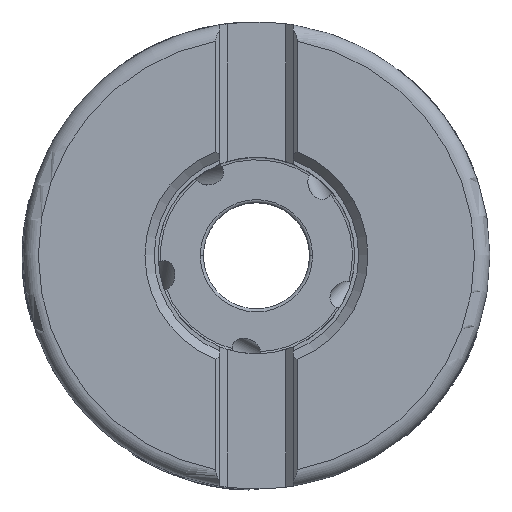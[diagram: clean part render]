
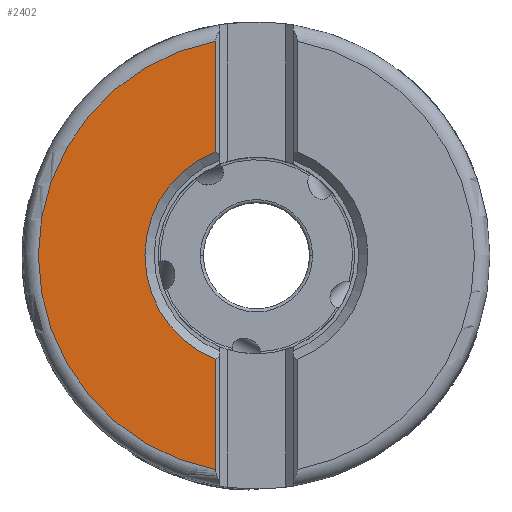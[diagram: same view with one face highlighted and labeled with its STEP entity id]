
A CAD part, top view. The second image highlights one B-rep face of the part: STEP entity #2402.
In plain terms, the highlighted planar face has unit normal (0, 0, 1).
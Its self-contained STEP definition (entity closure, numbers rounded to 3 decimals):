
#782=PLANE('',#13437);
#1232=LINE('',#30464,#1797);
#1233=LINE('',#30563,#1798);
#1797=VECTOR('',#15851,1.);
#1798=VECTOR('',#15866,1.);
#2402=ADVANCED_FACE('',(#3142),#782,.F.);
#3142=FACE_OUTER_BOUND('',#3845,.T.);
#3845=EDGE_LOOP('',(#7610,#7611,#7612,#7613));
#7610=ORIENTED_EDGE('',*,*,#11517,.T.);
#7611=ORIENTED_EDGE('',*,*,#11524,.T.);
#7612=ORIENTED_EDGE('',*,*,#11525,.T.);
#7613=ORIENTED_EDGE('',*,*,#11512,.T.);
#9774=VERTEX_POINT('',#30465);
#9775=VERTEX_POINT('',#30466);
#9776=VERTEX_POINT('',#30500);
#9782=VERTEX_POINT('',#30564);
#11512=EDGE_CURVE('',#9774,#9775,#1232,.T.);
#11517=EDGE_CURVE('',#9775,#9776,#12272,.T.);
#11524=EDGE_CURVE('',#9776,#9782,#1233,.T.);
#11525=EDGE_CURVE('',#9782,#9774,#12275,.T.);
#12272=CIRCLE('',#13431,28.163);
#12275=CIRCLE('',#13436,14.4);
#13431=AXIS2_PLACEMENT_3D('',#30501,#15856,#15857);
#13436=AXIS2_PLACEMENT_3D('',#30565,#15867,#15868);
#13437=AXIS2_PLACEMENT_3D('',#30566,#15869,#15870);
#15851=DIRECTION('',(0.,1.,0.));
#15856=DIRECTION('',(0.,0.,1.));
#15857=DIRECTION('',(-0.187,0.982,0.));
#15866=DIRECTION('',(0.,1.,0.));
#15867=DIRECTION('',(0.,0.,-1.));
#15868=DIRECTION('',(-0.365,-0.931,0.));
#15869=DIRECTION('',(0.,0.,-1.));
#15870=DIRECTION('',(-1.,0.,0.));
#30464=CARTESIAN_POINT('',(-5.263,13.404,0.));
#30465=CARTESIAN_POINT('',(-5.263,13.404,0.));
#30466=CARTESIAN_POINT('',(-5.263,27.666,0.));
#30500=CARTESIAN_POINT('',(-5.263,-27.666,0.));
#30501=CARTESIAN_POINT('',(0.,0.,0.));
#30563=CARTESIAN_POINT('',(-5.263,-27.666,0.));
#30564=CARTESIAN_POINT('',(-5.263,-13.404,0.));
#30565=CARTESIAN_POINT('',(0.,0.,0.));
#30566=CARTESIAN_POINT('',(0.,0.,0.));
